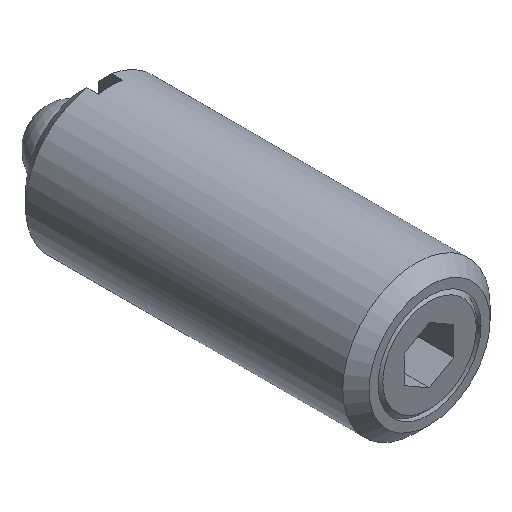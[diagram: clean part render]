
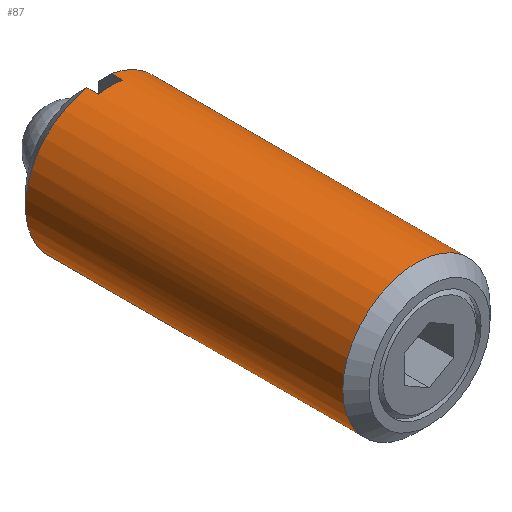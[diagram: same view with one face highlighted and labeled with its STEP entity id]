
A CAD part, isometric view. The second image highlights one B-rep face of the part: STEP entity #87.
In plain terms, the highlighted cylindrical face has radius 6 mm (diameter 12 mm), a full revolution.
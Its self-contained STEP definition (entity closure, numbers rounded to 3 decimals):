
#87 = ADVANCED_FACE( '', ( #221, #222 ), #223, .T. );
#221 = FACE_OUTER_BOUND( '', #417, .T. );
#222 = FACE_OUTER_BOUND( '', #418, .T. );
#223 = CYLINDRICAL_SURFACE( '', #419, 6. );
#417 = EDGE_LOOP( '', ( #623 ) );
#418 = EDGE_LOOP( '', ( #624, #625, #626, #627, #628, #629, #630, #631, #632, #633, #634, #635, #636, #637, #638, #639 ) );
#419 = AXIS2_PLACEMENT_3D( '', #640, #641, #642 );
#623 = ORIENTED_EDGE( '', *, *, #1091, .F. );
#624 = ORIENTED_EDGE( '', *, *, #1088, .F. );
#625 = ORIENTED_EDGE( '', *, *, #1092, .T. );
#626 = ORIENTED_EDGE( '', *, *, #1093, .T. );
#627 = ORIENTED_EDGE( '', *, *, #1094, .T. );
#628 = ORIENTED_EDGE( '', *, *, #1095, .T. );
#629 = ORIENTED_EDGE( '', *, *, #1096, .F. );
#630 = ORIENTED_EDGE( '', *, *, #1097, .F. );
#631 = ORIENTED_EDGE( '', *, *, #1098, .F. );
#632 = ORIENTED_EDGE( '', *, *, #1099, .T. );
#633 = ORIENTED_EDGE( '', *, *, #1100, .F. );
#634 = ORIENTED_EDGE( '', *, *, #1101, .F. );
#635 = ORIENTED_EDGE( '', *, *, #1102, .F. );
#636 = ORIENTED_EDGE( '', *, *, #1103, .T. );
#637 = ORIENTED_EDGE( '', *, *, #1104, .F. );
#638 = ORIENTED_EDGE( '', *, *, #1077, .F. );
#639 = ORIENTED_EDGE( '', *, *, #1081, .F. );
#640 = CARTESIAN_POINT( '', ( 0., 0., 0. ) );
#641 = DIRECTION( '', ( 0., 1., 0. ) );
#642 = DIRECTION( '', ( 0., 0., -1. ) );
#1077 = EDGE_CURVE( '', #1259, #1262, #1263, .F. );
#1081 = EDGE_CURVE( '', #1268, #1259, #1269, .F. );
#1088 = EDGE_CURVE( '', #1279, #1268, #1281, .T. );
#1091 = EDGE_CURVE( '', #1284, #1284, #1285, .T. );
#1092 = EDGE_CURVE( '', #1279, #1286, #1287, .F. );
#1093 = EDGE_CURVE( '', #1286, #1288, #1289, .F. );
#1094 = EDGE_CURVE( '', #1288, #1290, #1291, .F. );
#1095 = EDGE_CURVE( '', #1290, #1292, #1293, .T. );
#1096 = EDGE_CURVE( '', #1294, #1292, #1295, .F. );
#1097 = EDGE_CURVE( '', #1296, #1294, #1297, .T. );
#1098 = EDGE_CURVE( '', #1298, #1296, #1299, .T. );
#1099 = EDGE_CURVE( '', #1298, #1300, #1301, .T. );
#1100 = EDGE_CURVE( '', #1302, #1300, #1303, .F. );
#1101 = EDGE_CURVE( '', #1304, #1302, #1305, .T. );
#1102 = EDGE_CURVE( '', #1306, #1304, #1307, .T. );
#1103 = EDGE_CURVE( '', #1306, #1308, #1309, .T. );
#1104 = EDGE_CURVE( '', #1262, #1308, #1310, .F. );
#1259 = VERTEX_POINT( '', #1525 );
#1262 = VERTEX_POINT( '', #1529 );
#1263 = LINE( '', #1530, #1531 );
#1268 = VERTEX_POINT( '', #1538 );
#1269 = LINE( '', #1539, #1540 );
#1279 = VERTEX_POINT( '', #1553 );
#1281 = CIRCLE( '', #1556, 6. );
#1284 = VERTEX_POINT( '', #1560 );
#1285 = CIRCLE( '', #1561, 6. );
#1286 = VERTEX_POINT( '', #1562 );
#1287 = LINE( '', #1563, #1564 );
#1288 = VERTEX_POINT( '', #1565 );
#1289 = LINE( '', #1566, #1567 );
#1290 = VERTEX_POINT( '', #1568 );
#1291 = LINE( '', #1569, #1570 );
#1292 = VERTEX_POINT( '', #1571 );
#1293 = CIRCLE( '', #1572, 6. );
#1294 = VERTEX_POINT( '', #1573 );
#1295 = LINE( '', #1574, #1575 );
#1296 = VERTEX_POINT( '', #1576 );
#1297 = CIRCLE( '', #1577, 6. );
#1298 = VERTEX_POINT( '', #1578 );
#1299 = LINE( '', #1579, #1580 );
#1300 = VERTEX_POINT( '', #1581 );
#1301 = CIRCLE( '', #1582, 6. );
#1302 = VERTEX_POINT( '', #1583 );
#1303 = LINE( '', #1584, #1585 );
#1304 = VERTEX_POINT( '', #1586 );
#1305 = CIRCLE( '', #1587, 6. );
#1306 = VERTEX_POINT( '', #1588 );
#1307 = LINE( '', #1589, #1590 );
#1308 = VERTEX_POINT( '', #1591 );
#1309 = CIRCLE( '', #1592, 6. );
#1310 = LINE( '', #1593, #1594 );
#1525 = CARTESIAN_POINT( '', ( 5.975, 14.5, -0.55 ) );
#1529 = CARTESIAN_POINT( '', ( 5.975, 24.5, -0.55 ) );
#1530 = CARTESIAN_POINT( '', ( 5.975, 0., -0.55 ) );
#1531 = VECTOR( '', #2036, 1000. );
#1538 = CARTESIAN_POINT( '', ( 5.975, 13., -0.55 ) );
#1539 = CARTESIAN_POINT( '', ( 5.975, 0., -0.55 ) );
#1540 = VECTOR( '', #2039, 1000. );
#1553 = CARTESIAN_POINT( '', ( 5.975, 13., 0.55 ) );
#1556 = AXIS2_PLACEMENT_3D( '', #2047, #2048, #2049 );
#1560 = CARTESIAN_POINT( '', ( 0., 1.074, -6. ) );
#1561 = AXIS2_PLACEMENT_3D( '', #2051, #2052, #2053 );
#1562 = CARTESIAN_POINT( '', ( 5.975, 14.5, 0.55 ) );
#1563 = CARTESIAN_POINT( '', ( 5.975, 0., 0.55 ) );
#1564 = VECTOR( '', #2054, 1000. );
#1565 = CARTESIAN_POINT( '', ( 5.975, 24.5, 0.55 ) );
#1566 = CARTESIAN_POINT( '', ( 5.975, 0., 0.55 ) );
#1567 = VECTOR( '', #2055, 1000. );
#1568 = CARTESIAN_POINT( '', ( 5.975, 26.927, 0.55 ) );
#1569 = CARTESIAN_POINT( '', ( 5.975, 0., 0.55 ) );
#1570 = VECTOR( '', #2056, 1000. );
#1571 = CARTESIAN_POINT( '', ( 1., 26.927, 5.916 ) );
#1572 = AXIS2_PLACEMENT_3D( '', #2057, #2058, #2059 );
#1573 = CARTESIAN_POINT( '', ( 1., 26., 5.916 ) );
#1574 = CARTESIAN_POINT( '', ( 1., 0., 5.916 ) );
#1575 = VECTOR( '', #2060, 1000. );
#1576 = CARTESIAN_POINT( '', ( -1., 26., 5.916 ) );
#1577 = AXIS2_PLACEMENT_3D( '', #2061, #2062, #2063 );
#1578 = CARTESIAN_POINT( '', ( -1., 26.927, 5.916 ) );
#1579 = CARTESIAN_POINT( '', ( -1., 0., 5.916 ) );
#1580 = VECTOR( '', #2064, 1000. );
#1581 = CARTESIAN_POINT( '', ( -1., 26.927, -5.916 ) );
#1582 = AXIS2_PLACEMENT_3D( '', #2065, #2066, #2067 );
#1583 = CARTESIAN_POINT( '', ( -1., 26., -5.916 ) );
#1584 = CARTESIAN_POINT( '', ( -1., 0., -5.916 ) );
#1585 = VECTOR( '', #2068, 1000. );
#1586 = CARTESIAN_POINT( '', ( 1., 26., -5.916 ) );
#1587 = AXIS2_PLACEMENT_3D( '', #2069, #2070, #2071 );
#1588 = CARTESIAN_POINT( '', ( 1., 26.927, -5.916 ) );
#1589 = CARTESIAN_POINT( '', ( 1., 0., -5.916 ) );
#1590 = VECTOR( '', #2072, 1000. );
#1591 = CARTESIAN_POINT( '', ( 5.975, 26.927, -0.55 ) );
#1592 = AXIS2_PLACEMENT_3D( '', #2073, #2074, #2075 );
#1593 = CARTESIAN_POINT( '', ( 5.975, 0., -0.55 ) );
#1594 = VECTOR( '', #2076, 1000. );
#2036 = DIRECTION( '', ( 0., -1., 0. ) );
#2039 = DIRECTION( '', ( 0., -1., 0. ) );
#2047 = CARTESIAN_POINT( '', ( 0., 13., 0. ) );
#2048 = DIRECTION( '', ( 0., 1., 0. ) );
#2049 = DIRECTION( '', ( 0., 0., 1. ) );
#2051 = CARTESIAN_POINT( '', ( 0., 1.074, 0. ) );
#2052 = DIRECTION( '', ( 0., -1., 0. ) );
#2053 = DIRECTION( '', ( 0., 0., -1. ) );
#2054 = DIRECTION( '', ( 0., -1., 0. ) );
#2055 = DIRECTION( '', ( 0., -1., 0. ) );
#2056 = DIRECTION( '', ( 0., -1., 0. ) );
#2057 = CARTESIAN_POINT( '', ( 0., 26.927, 0. ) );
#2058 = DIRECTION( '', ( 0., -1., 0. ) );
#2059 = DIRECTION( '', ( 0., 0., -1. ) );
#2060 = DIRECTION( '', ( 0., -1., 0. ) );
#2061 = CARTESIAN_POINT( '', ( 0., 26., 0. ) );
#2062 = DIRECTION( '', ( 0., 1., 0. ) );
#2063 = DIRECTION( '', ( 0., 0., 1. ) );
#2064 = DIRECTION( '', ( 0., -1., 0. ) );
#2065 = CARTESIAN_POINT( '', ( 0., 26.927, 0. ) );
#2066 = DIRECTION( '', ( 0., -1., 0. ) );
#2067 = DIRECTION( '', ( 0., 0., -1. ) );
#2068 = DIRECTION( '', ( 0., -1., 0. ) );
#2069 = CARTESIAN_POINT( '', ( 0., 26., 0. ) );
#2070 = DIRECTION( '', ( 0., 1., 0. ) );
#2071 = DIRECTION( '', ( 0., 0., 1. ) );
#2072 = DIRECTION( '', ( 0., -1., 0. ) );
#2073 = CARTESIAN_POINT( '', ( 0., 26.927, 0. ) );
#2074 = DIRECTION( '', ( 0., -1., 0. ) );
#2075 = DIRECTION( '', ( 0., 0., -1. ) );
#2076 = DIRECTION( '', ( 0., -1., 0. ) );
